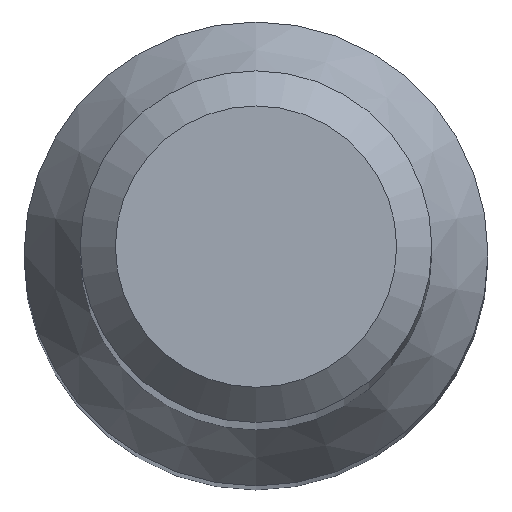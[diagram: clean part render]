
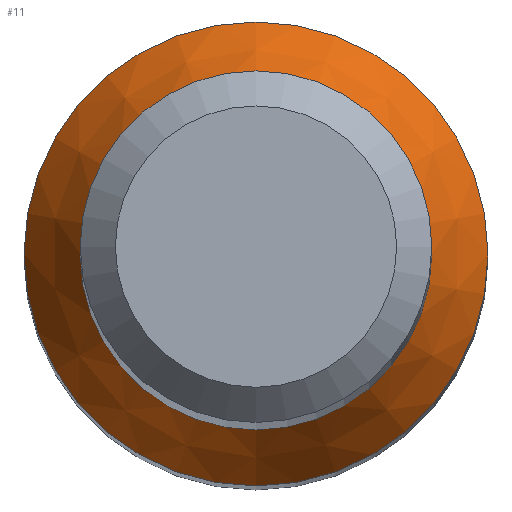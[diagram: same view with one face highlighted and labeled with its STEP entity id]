
A CAD part, top view. The second image highlights one B-rep face of the part: STEP entity #11.
In plain terms, the highlighted conical face has half-angle 30 degrees and reference radius 1.5 mm.
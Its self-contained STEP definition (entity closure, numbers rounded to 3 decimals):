
#11 = ADVANCED_FACE ( 'NONE', ( #33, #147 ), #74, .T. ) ;
#28 = CARTESIAN_POINT ( 'NONE',  ( 0., 1.5, 20.83 ) ) ;
#33 = FACE_OUTER_BOUND ( 'NONE', #162, .T. ) ;
#39 = DIRECTION ( 'NONE',  ( 0., 1., 0. ) ) ;
#49 = CIRCLE ( 'NONE', #91, 1.979 ) ;
#55 = DIRECTION ( 'NONE',  ( 0., 0., -1. ) ) ;
#60 = ORIENTED_EDGE ( 'NONE', *, *, #138, .T. ) ;
#73 = DIRECTION ( 'NONE',  ( 0., 0., -1. ) ) ;
#74 = CONICAL_SURFACE ( 'NONE', #216, 1.5, 0.524 ) ;
#91 = AXIS2_PLACEMENT_3D ( 'NONE', #187, #73, #39 ) ;
#92 = CARTESIAN_POINT ( 'NONE',  ( 0., 0., 20.83 ) ) ;
#99 = VERTEX_POINT ( 'NONE', #212 ) ;
#103 = CARTESIAN_POINT ( 'NONE',  ( 0., 0., 20.83 ) ) ;
#121 = DIRECTION ( 'NONE',  ( 0., 1., 0. ) ) ;
#124 = CIRCLE ( 'NONE', #144, 1.5 ) ;
#131 = ORIENTED_EDGE ( 'NONE', *, *, #159, .F. ) ;
#138 = EDGE_CURVE ( 'NONE', #173, #173, #124, .T. ) ;
#144 = AXIS2_PLACEMENT_3D ( 'NONE', #92, #229, #206 ) ;
#147 = FACE_BOUND ( 'NONE', #231, .T. ) ;
#159 = EDGE_CURVE ( 'NONE', #99, #99, #49, .T. ) ;
#162 = EDGE_LOOP ( 'NONE', ( #131 ) ) ;
#173 = VERTEX_POINT ( 'NONE', #28 ) ;
#187 = CARTESIAN_POINT ( 'NONE',  ( 0., 0., 20. ) ) ;
#206 = DIRECTION ( 'NONE',  ( 0., 1., 0. ) ) ;
#212 = CARTESIAN_POINT ( 'NONE',  ( 0., 1.979, 20. ) ) ;
#216 = AXIS2_PLACEMENT_3D ( 'NONE', #103, #55, #121 ) ;
#229 = DIRECTION ( 'NONE',  ( 0., 0., -1. ) ) ;
#231 = EDGE_LOOP ( 'NONE', ( #60 ) ) ;
